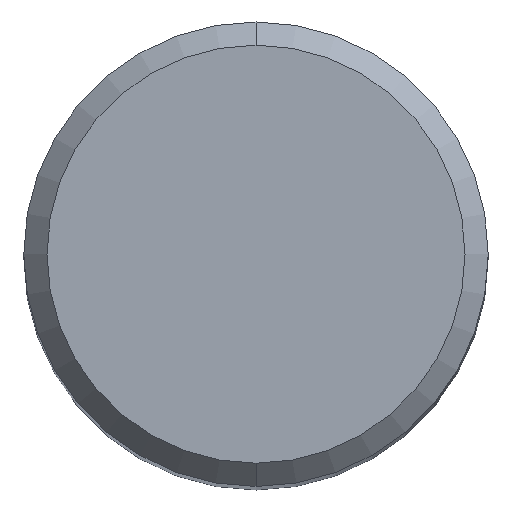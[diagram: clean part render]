
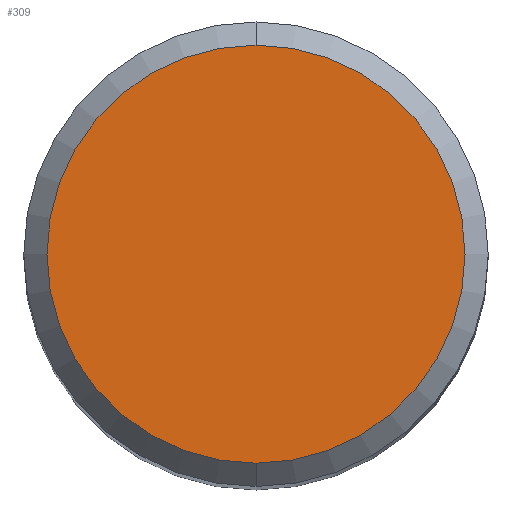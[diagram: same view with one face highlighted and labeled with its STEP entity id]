
A CAD part, top view. The second image highlights one B-rep face of the part: STEP entity #309.
In plain terms, the highlighted planar face has unit normal (0, 0, 1).
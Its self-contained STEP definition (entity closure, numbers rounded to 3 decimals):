
#249=VERTEX_POINT('',#546);
#309=ADVANCED_FACE('',(#614),#615,.T.);
#321=EDGE_CURVE('',#249,#333,#628,.T.);
#333=VERTEX_POINT('',#642);
#369=EDGE_CURVE('',#333,#249,#682,.T.);
#546=CARTESIAN_POINT('',(0.,-3.6,0.0));
#614=FACE_OUTER_BOUND('',#1063,.T.);
#615=PLANE('',#1064);
#628=CIRCLE('',#1121,3.6);
#642=CARTESIAN_POINT('',(0.0,3.6,0.0));
#682=CIRCLE('',#1217,3.6);
#1063=EDGE_LOOP('',(#1566,#1567));
#1064=AXIS2_PLACEMENT_3D('',#1568,#1569,#1570);
#1121=AXIS2_PLACEMENT_3D('',#1580,#1581,#1582);
#1217=AXIS2_PLACEMENT_3D('',#1647,#1648,#1649);
#1566=ORIENTED_EDGE('',*,*,#369,.F.);
#1567=ORIENTED_EDGE('',*,*,#321,.F.);
#1568=CARTESIAN_POINT('',(0.0,1.8,0.0));
#1569=DIRECTION('',(-0.0,0.0,1.0));
#1570=DIRECTION('',(0.0,-1.0,0.0));
#1580=CARTESIAN_POINT('',(0.0,0.0,0.0));
#1581=DIRECTION('',(0.0,0.0,-1.0));
#1582=DIRECTION('',(0.0,1.0,0.0));
#1647=CARTESIAN_POINT('',(0.0,0.0,0.0));
#1648=DIRECTION('',(0.0,0.0,-1.0));
#1649=DIRECTION('',(0.0,1.0,0.0));
